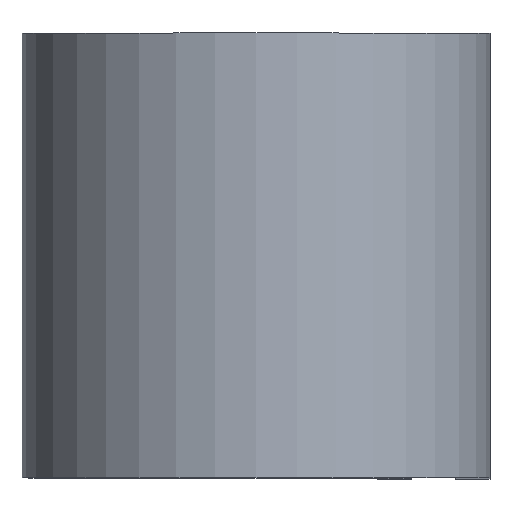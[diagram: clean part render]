
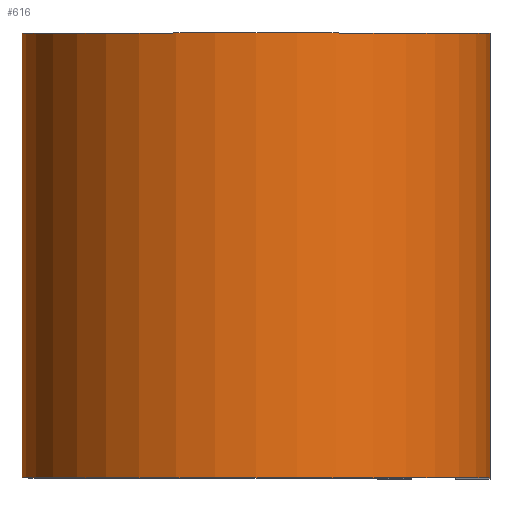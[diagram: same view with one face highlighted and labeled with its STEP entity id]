
A CAD part, top view. The second image highlights one B-rep face of the part: STEP entity #616.
In plain terms, the highlighted cylindrical face has radius 8.357 mm (diameter 16.713 mm), a partial arc.
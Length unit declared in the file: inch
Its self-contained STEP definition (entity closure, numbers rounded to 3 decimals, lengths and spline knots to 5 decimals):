
#42 = EDGE_CURVE ( 'NONE', #421, #600, #291, .T. ) ;
#84 = EDGE_CURVE ( 'NONE', #136, #421, #354, .T. ) ;
#97 = CARTESIAN_POINT ( 'NONE',  ( 0., -0.3125, -0.329 ) ) ;
#116 = CARTESIAN_POINT ( 'NONE',  ( 0., 0.3125, -0.329 ) ) ;
#136 = VERTEX_POINT ( 'NONE', #116 ) ;
#169 = CARTESIAN_POINT ( 'NONE',  ( 0., 0.3125, 0. ) ) ;
#238 = EDGE_CURVE ( 'NONE', #136, #474, #287, .T. ) ;
#246 = DIRECTION ( 'NONE',  ( 1., 0., 0. ) ) ;
#249 = DIRECTION ( 'NONE',  ( 0., 1., 0. ) ) ;
#260 = CYLINDRICAL_SURFACE ( 'NONE', #290, 0.329 ) ;
#282 = CARTESIAN_POINT ( 'NONE',  ( 0., 0.3125, -0.329 ) ) ;
#284 = DIRECTION ( 'NONE',  ( 0., -1., 0. ) ) ;
#287 = CIRCLE ( 'NONE', #569, 0.329 ) ;
#290 = AXIS2_PLACEMENT_3D ( 'NONE', #169, #561, #319 ) ;
#291 = CIRCLE ( 'NONE', #550, 0.329 ) ;
#299 = CARTESIAN_POINT ( 'NONE',  ( 0.329, 0.3125, 0. ) ) ;
#300 = CARTESIAN_POINT ( 'NONE',  ( 0., 0.3125, 0. ) ) ;
#317 = CARTESIAN_POINT ( 'NONE',  ( 0.329, -0.3125, 0. ) ) ;
#319 = DIRECTION ( 'NONE',  ( 0., 0., -1. ) ) ;
#344 = VECTOR ( 'NONE', #284, 39.37008 ) ;
#354 = LINE ( 'NONE', #282, #344 ) ;
#359 = LINE ( 'NONE', #621, #591 ) ;
#360 = ORIENTED_EDGE ( 'NONE', *, *, #42, .T. ) ;
#367 = EDGE_CURVE ( 'NONE', #474, #600, #359, .T. ) ;
#403 = ORIENTED_EDGE ( 'NONE', *, *, #238, .F. ) ;
#406 = ORIENTED_EDGE ( 'NONE', *, *, #367, .F. ) ;
#416 = FACE_OUTER_BOUND ( 'NONE', #555, .T. ) ;
#421 = VERTEX_POINT ( 'NONE', #97 ) ;
#436 = ORIENTED_EDGE ( 'NONE', *, *, #84, .T. ) ;
#474 = VERTEX_POINT ( 'NONE', #299 ) ;
#550 = AXIS2_PLACEMENT_3D ( 'NONE', #580, #606, #573 ) ;
#555 = EDGE_LOOP ( 'NONE', ( #360, #406, #403, #436 ) ) ;
#561 = DIRECTION ( 'NONE',  ( 0., -1., 0. ) ) ;
#569 = AXIS2_PLACEMENT_3D ( 'NONE', #300, #249, #246 ) ;
#573 = DIRECTION ( 'NONE',  ( 1., 0., 0. ) ) ;
#580 = CARTESIAN_POINT ( 'NONE',  ( 0., -0.3125, 0. ) ) ;
#591 = VECTOR ( 'NONE', #622, 39.37008 ) ;
#600 = VERTEX_POINT ( 'NONE', #317 ) ;
#606 = DIRECTION ( 'NONE',  ( 0., 1., 0. ) ) ;
#616 = ADVANCED_FACE ( 'NONE', ( #416 ), #260, .T. ) ;
#621 = CARTESIAN_POINT ( 'NONE',  ( 0.329, 0.3125, 0. ) ) ;
#622 = DIRECTION ( 'NONE',  ( 0., -1., 0. ) ) ;
